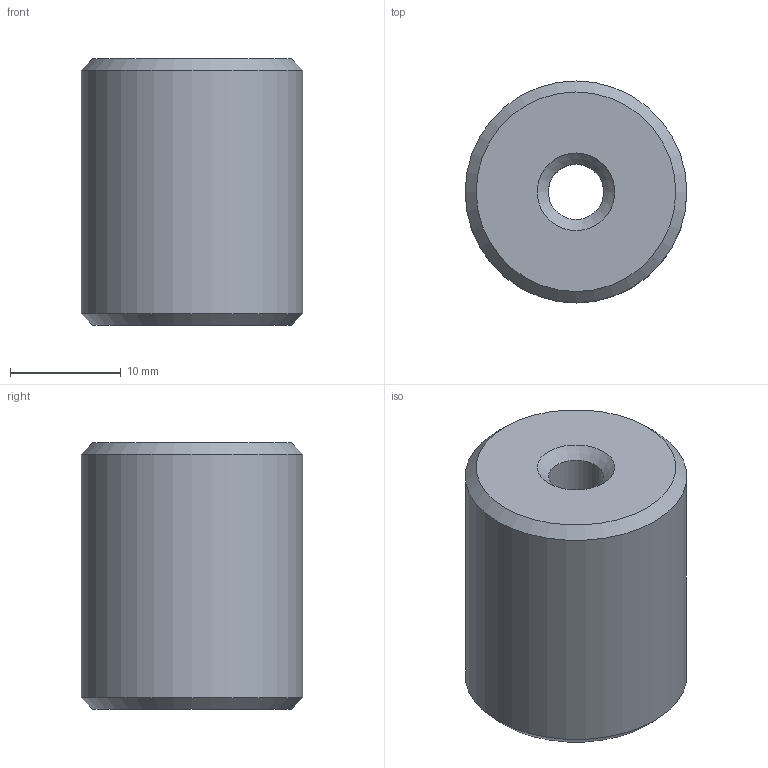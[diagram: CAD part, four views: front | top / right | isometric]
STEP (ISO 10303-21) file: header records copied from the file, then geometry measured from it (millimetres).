
FILE_DESCRIPTION(/* description */ (''),/* implementation_level */ '2;1');
FILE_NAME(/* name */ '1869232c-a730-42bb-a3a4-7a506995434a.stp',/* time_stamp */ '2019-04-16T02:15:58+00:00',/* author */ (''),/* organization */ (''),/* preprocessor_version */ 'ST-DEVELOPER v18',/* originating_system */ 'Autodesk Translation Framework v8.2.0.1029',/* authorisation */ '');
FILE_SCHEMA (('AUTOMOTIVE_DESIGN { 1 0 10303 214 3 1 1 }'));
Length unit declared in the file: millimetre
Products named in the file (1): Head Tube Plug
Bounding box: 20 x 20 x 24 mm (x, y, z)
Volume: 6694.1 mm3; surface area: 2437.4 mm2
Topology: 1 solids, 1 shells, 11 faces, 22 edges, 14 vertices
Faces by surface type: cone 4, cylinder 3, plane 3, torus 1
Full cylindrical faces by diameter (mm): 5 x1, 10 x1, 20 x1
Entity records: 332 total; most frequent: DIRECTION 61, CARTESIAN_POINT 48, ORIENTED_EDGE 44, AXIS2_PLACEMENT_3D 27, EDGE_CURVE 22, CIRCLE 15, EDGE_LOOP 14, VERTEX_POINT 14
